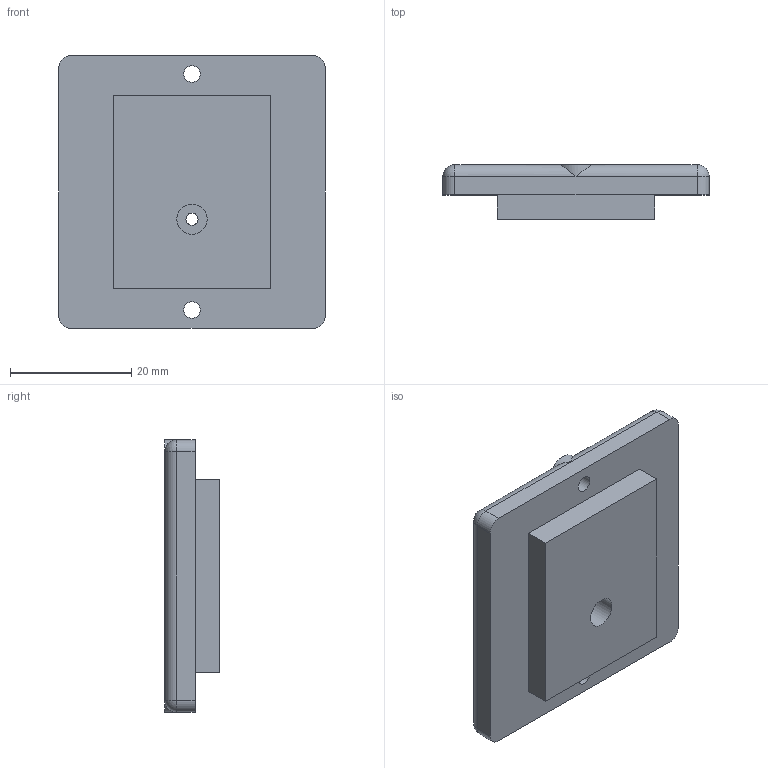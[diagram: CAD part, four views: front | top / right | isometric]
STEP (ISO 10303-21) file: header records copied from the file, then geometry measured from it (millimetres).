
FILE_DESCRIPTION(/* description */ (''),/* implementation_level */ '2;1');
FILE_NAME(/* name */ 'neck_SG90 v5.step',/* time_stamp */ '2025-07-03T11:20:58+09:00',/* author */ (''),/* organization */ (''),/* preprocessor_version */ 'ST-DEVELOPER v20.1',/* originating_system */ 'Autodesk Translation Framework v14.10.0.0',/* authorisation */ '');
FILE_SCHEMA (('AUTOMOTIVE_DESIGN { 1 0 10303 214 3 1 1 }'));
Length unit declared in the file: millimetre
Products named in the file (1): feet_sg90
Bounding box: 44 x 9 x 45 mm (x, y, z)
Volume: 12415.9 mm3; surface area: 5511.9 mm2
Topology: 1 solids, 1 shells, 49 faces, 112 edges, 70 vertices
Faces by surface type: plane 23, cylinder 22, sphere 4
Full cylindrical faces by diameter (mm): 2 x1, 2.7 x2, 3.8 x1, 5 x1, 5.6 x1
Entity records: 1452 total; most frequent: CARTESIAN_POINT 268, DIRECTION 246, ORIENTED_EDGE 224, EDGE_CURVE 112, AXIS2_PLACEMENT_3D 88, LINE 70, VECTOR 70, VERTEX_POINT 70
